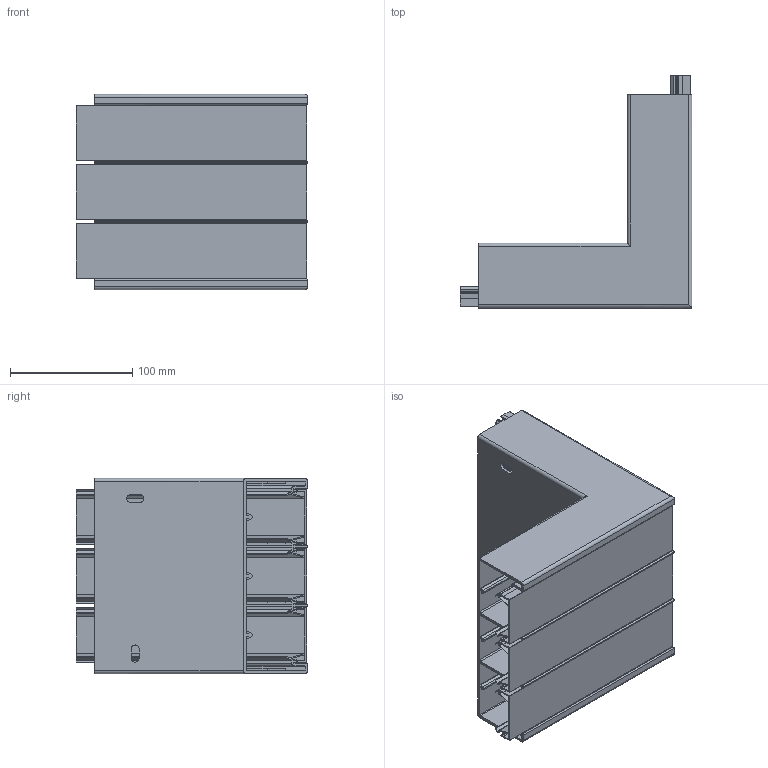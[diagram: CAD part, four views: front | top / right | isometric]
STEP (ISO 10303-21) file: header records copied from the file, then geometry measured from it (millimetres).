
FILE_DESCRIPTION(('CoCreate Modeling STEP Export'),'2;1');
FILE_NAME('6116263.stp','2016-10-07T14:04:49',(''),(''),'CoCreate Modeling STEP processor for AP214 (Solid Model)','CoCreate Modeling 16.00B 02-Dec-2008 (C) Parametric Technology GmbH','');
FILE_SCHEMA(('AUTOMOTIVE_DESIGN { 1 0 10303 214 1 1 1 1 }'));
Length unit declared in the file: millimetre
Products named in the file (4): Bruestungskanal_53160_dreifach; Deckel_1_dreifach.3.1; Verbindungsplatte_15x40.1.1.4.2; Ausseneck_dreifach
Assembly tree (8 placements, depth 2):
  Ausseneck_dreifach
    Verbindungsplatte_15x40.1.1.4.2  x4
    Deckel_1_dreifach.3.1  x3
    Bruestungskanal_53160_dreifach
Bounding box: 190 x 190 x 160 mm (x, y, z)
Volume: 424080.9 mm3; surface area: 484371.5 mm2
Topology: 8 solids, 8 shells, 624 faces, 1655 edges, 1047 vertices
Faces by surface type: plane 324, cylinder 300
Entity records: 11857 total; most frequent: ORIENTED_EDGE 2090, CARTESIAN_POINT 2028, DIRECTION 2005, EDGE_CURVE 1045, VECTOR 725, LINE 725, VERTEX_POINT 663, AXIS2_PLACEMENT_3D 640
